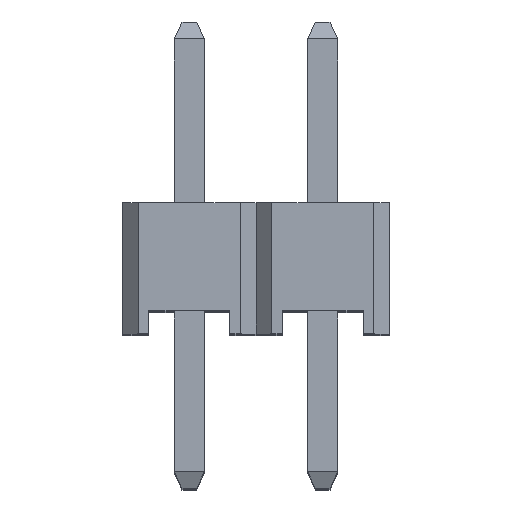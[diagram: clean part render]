
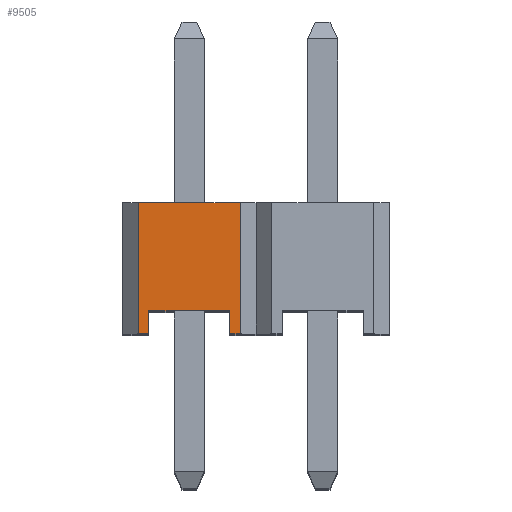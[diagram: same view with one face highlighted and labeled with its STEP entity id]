
A CAD part, top view. The second image highlights one B-rep face of the part: STEP entity #9505.
In plain terms, the highlighted planar face has unit normal (0, 0, 1).
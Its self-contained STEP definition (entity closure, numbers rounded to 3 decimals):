
#223 = VECTOR ( 'NONE', #18564, 1000. ) ;
#414 = ORIENTED_EDGE ( 'NONE', *, *, #16061, .F. ) ;
#460 = EDGE_CURVE ( 'NONE', #12713, #12802, #11409, .T. ) ;
#521 = CARTESIAN_POINT ( 'NONE',  ( 2.24, 0., 15.24 ) ) ;
#736 = DIRECTION ( 'NONE',  ( -1., 0., 0. ) ) ;
#806 = VECTOR ( 'NONE', #10015, 1000. ) ;
#912 = LINE ( 'NONE', #8696, #17964 ) ;
#1097 = CARTESIAN_POINT ( 'NONE',  ( 0.3, 2.5, 15.24 ) ) ;
#1618 = LINE ( 'NONE', #3264, #7189 ) ;
#1806 = DIRECTION ( 'NONE',  ( 0., -1., 0. ) ) ;
#1943 = VECTOR ( 'NONE', #18186, 1000. ) ;
#2038 = VERTEX_POINT ( 'NONE', #17913 ) ;
#2113 = VECTOR ( 'NONE', #8215, 1000. ) ;
#2206 = DIRECTION ( 'NONE',  ( 0., -1., 0. ) ) ;
#2338 = CARTESIAN_POINT ( 'NONE',  ( 2.04, 0.44, 15.24 ) ) ;
#2947 = CARTESIAN_POINT ( 'NONE',  ( 0.3, 2.5, 15.24 ) ) ;
#3162 = EDGE_CURVE ( 'NONE', #9836, #17745, #9506, .T. ) ;
#3264 = CARTESIAN_POINT ( 'NONE',  ( 0.5, 0.44, 15.24 ) ) ;
#3805 = EDGE_CURVE ( 'NONE', #2038, #17745, #15710, .T. ) ;
#5038 = LINE ( 'NONE', #9668, #2113 ) ;
#5209 = CARTESIAN_POINT ( 'NONE',  ( 0.3, 2.5, 15.24 ) ) ;
#6638 = CARTESIAN_POINT ( 'NONE',  ( 0.3, 0., 15.24 ) ) ;
#7189 = VECTOR ( 'NONE', #1806, 1000. ) ;
#7274 = ORIENTED_EDGE ( 'NONE', *, *, #460, .F. ) ;
#7667 = EDGE_CURVE ( 'NONE', #18419, #16108, #912, .T. ) ;
#7867 = ORIENTED_EDGE ( 'NONE', *, *, #10709, .T. ) ;
#8215 = DIRECTION ( 'NONE',  ( 0., -1., 0. ) ) ;
#8283 = VECTOR ( 'NONE', #2206, 1000. ) ;
#8410 = AXIS2_PLACEMENT_3D ( 'NONE', #2947, #11866, #8996 ) ;
#8670 = ORIENTED_EDGE ( 'NONE', *, *, #3805, .F. ) ;
#8696 = CARTESIAN_POINT ( 'NONE',  ( 0.3, 0., 15.24 ) ) ;
#8996 = DIRECTION ( 'NONE',  ( -1., 0., 0. ) ) ;
#9227 = CARTESIAN_POINT ( 'NONE',  ( 0.5, 0., 15.24 ) ) ;
#9335 = CARTESIAN_POINT ( 'NONE',  ( 0.5, 0.44, 15.24 ) ) ;
#9505 = ADVANCED_FACE ( 'NONE', ( #17604 ), #16235, .F. ) ;
#9506 = LINE ( 'NONE', #6638, #1943 ) ;
#9668 = CARTESIAN_POINT ( 'NONE',  ( 2.04, 0.44, 15.24 ) ) ;
#9716 = CARTESIAN_POINT ( 'NONE',  ( 0.3, 2.5, 15.24 ) ) ;
#9836 = VERTEX_POINT ( 'NONE', #18245 ) ;
#10015 = DIRECTION ( 'NONE',  ( 1., 0., 0. ) ) ;
#10413 = VECTOR ( 'NONE', #736, 1000. ) ;
#10709 = EDGE_CURVE ( 'NONE', #11228, #18419, #14065, .T. ) ;
#11228 = VERTEX_POINT ( 'NONE', #9716 ) ;
#11409 = LINE ( 'NONE', #12768, #10413 ) ;
#11753 = ORIENTED_EDGE ( 'NONE', *, *, #7667, .T. ) ;
#11866 = DIRECTION ( 'NONE',  ( 0., 0., -1. ) ) ;
#12713 = VERTEX_POINT ( 'NONE', #2338 ) ;
#12768 = CARTESIAN_POINT ( 'NONE',  ( 0.5, 0.44, 15.24 ) ) ;
#12802 = VERTEX_POINT ( 'NONE', #9335 ) ;
#12961 = LINE ( 'NONE', #1097, #806 ) ;
#13659 = CARTESIAN_POINT ( 'NONE',  ( 0.3, 0., 15.24 ) ) ;
#13901 = EDGE_CURVE ( 'NONE', #11228, #2038, #12961, .T. ) ;
#14065 = LINE ( 'NONE', #5209, #223 ) ;
#14072 = ORIENTED_EDGE ( 'NONE', *, *, #13901, .F. ) ;
#14225 = CARTESIAN_POINT ( 'NONE',  ( 2.24, 2.5, 15.24 ) ) ;
#14627 = ORIENTED_EDGE ( 'NONE', *, *, #14849, .T. ) ;
#14849 = EDGE_CURVE ( 'NONE', #12713, #9836, #5038, .T. ) ;
#15710 = LINE ( 'NONE', #14225, #8283 ) ;
#16061 = EDGE_CURVE ( 'NONE', #12802, #16108, #1618, .T. ) ;
#16108 = VERTEX_POINT ( 'NONE', #9227 ) ;
#16235 = PLANE ( 'NONE',  #8410 ) ;
#17561 = ORIENTED_EDGE ( 'NONE', *, *, #3162, .T. ) ;
#17604 = FACE_OUTER_BOUND ( 'NONE', #19176, .T. ) ;
#17745 = VERTEX_POINT ( 'NONE', #521 ) ;
#17913 = CARTESIAN_POINT ( 'NONE',  ( 2.24, 2.5, 15.24 ) ) ;
#17964 = VECTOR ( 'NONE', #19049, 1000. ) ;
#18186 = DIRECTION ( 'NONE',  ( 1., 0., 0. ) ) ;
#18245 = CARTESIAN_POINT ( 'NONE',  ( 2.04, 0., 15.24 ) ) ;
#18419 = VERTEX_POINT ( 'NONE', #13659 ) ;
#18564 = DIRECTION ( 'NONE',  ( 0., -1., 0. ) ) ;
#19049 = DIRECTION ( 'NONE',  ( 1., 0., 0. ) ) ;
#19176 = EDGE_LOOP ( 'NONE', ( #7274, #14627, #17561, #8670, #14072, #7867, #11753, #414 ) ) ;
